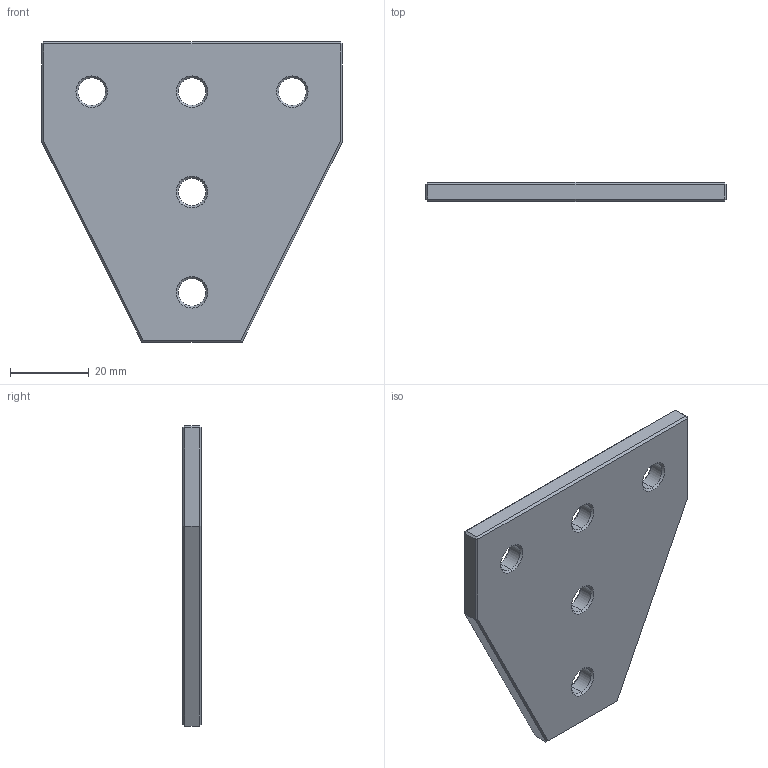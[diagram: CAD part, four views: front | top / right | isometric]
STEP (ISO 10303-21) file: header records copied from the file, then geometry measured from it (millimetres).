
FILE_DESCRIPTION (( 'STEP AP203' ), '1' );
FILE_NAME ('166243.step', '2023-10-19T16:46:33', ( '' ), ( '' ), 'SwSTEP 2.0', 'SolidWorks 2023', '' );
FILE_SCHEMA (( 'CONFIG_CONTROL_DESIGN' ));
Length unit declared in the file: millimetre
Products named in the file (1): 166243
Bounding box: 76 x 4.76 x 76 mm (x, y, z)
Volume: 20399.1 mm3; surface area: 10174.1 mm2
Topology: 1 solids, 1 shells, 56 faces, 122 edges, 68 vertices
Faces by surface type: plane 26, cone 20, cylinder 10
Entity records: 1583 total; most frequent: DIRECTION 276, CARTESIAN_POINT 247, ORIENTED_EDGE 244, EDGE_CURVE 122, AXIS2_PLACEMENT_3D 97, LINE 82, VECTOR 82, VERTEX_POINT 68
